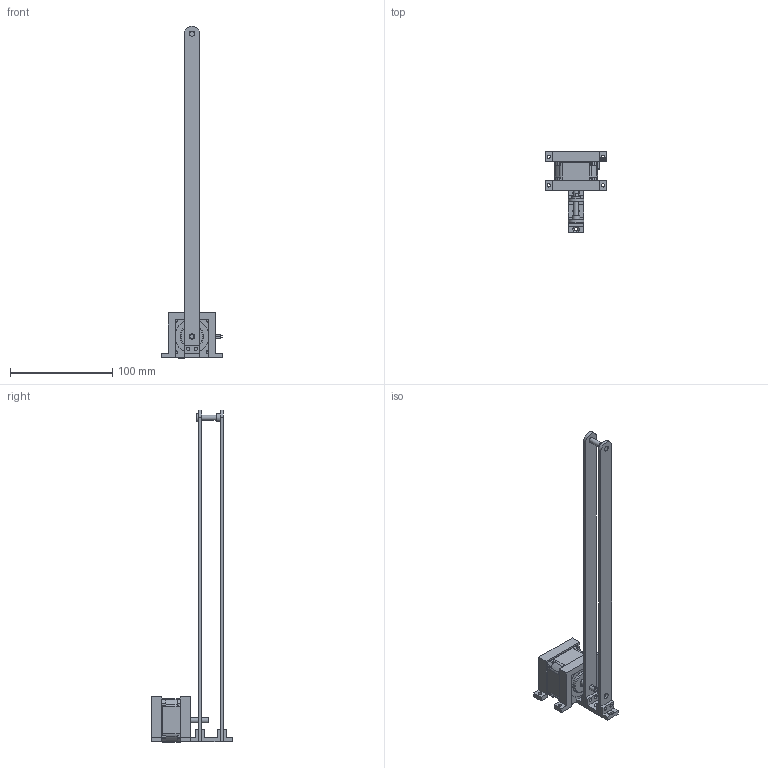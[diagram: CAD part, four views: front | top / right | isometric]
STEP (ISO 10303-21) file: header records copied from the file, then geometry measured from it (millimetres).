
FILE_DESCRIPTION(/* description */ (''),/* implementation_level */ '2;1');
FILE_NAME(/* name */ 'e8bf0f2a-4e74-4b8c-a6f2-21203ec32d80.stp',/* time_stamp */ '2024-07-31T10:02:33Z',/* author */ (''),/* organization */ (''),/* preprocessor_version */ 'ST-DEVELOPER v20',/* originating_system */ 'Autodesk Translation Framework v13.14.0.145',/* authorisation */ '');
FILE_SCHEMA (('AUTOMOTIVE_DESIGN { 1 0 10303 214 3 1 1 }'));
Length unit declared in the file: millimetre
Products named in the file (10): Back pillar; Mount - outer; Mount - inner; Long boi; Mount - outer(Mirror); Long boi(Mirror); Shaft; Shaft spacer; 17HS13-0404S; Stepper holder
Assembly tree (9 placements, depth 2):
  Back pillar
    Mount - outer
    Mount - inner
    Long boi
    Mount - outer(Mirror)
    Long boi(Mirror)
    Shaft
    Shaft spacer
    17HS13-0404S
    Stepper holder
Bounding box: 60.2 x 79 x 324.53 mm (x, y, z)
Volume: 86818.5 mm3; surface area: 59421 mm2
Topology: 20 solids, 20 shells, 478 faces, 1137 edges, 715 vertices
Faces by surface type: plane 260, cylinder 130, cone 54, torus 34
Full cylindrical faces by diameter (mm): 0.559 x4, 1.615 x4, 2.5 x12, 3 x4, 3.2 x19, 4.9 x1, 5 x3, 5.2 x3, 5.5 x6, 7.3 x1, 7.5 x1, 8 x1, 8.3 x4, 9 x1, 12.7 x4, 16 x4, 22 x1, 23 x1, 31 x1, 33 x1
Entity records: 14212 total; most frequent: DIRECTION 2534, CARTESIAN_POINT 2422, ORIENTED_EDGE 2266, EDGE_CURVE 1133, AXIS2_PLACEMENT_3D 941, VERTEX_POINT 715, LINE 652, VECTOR 652
